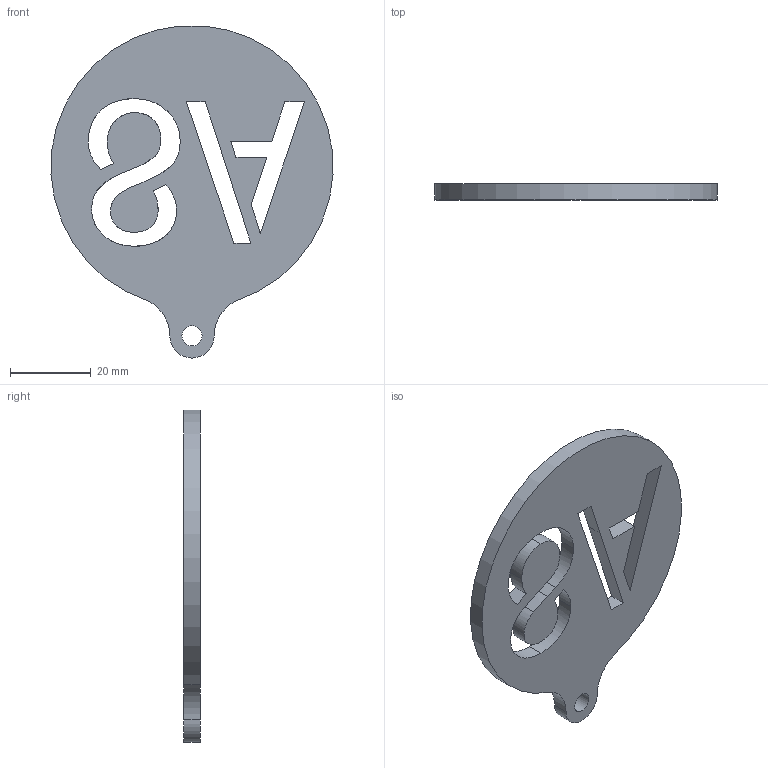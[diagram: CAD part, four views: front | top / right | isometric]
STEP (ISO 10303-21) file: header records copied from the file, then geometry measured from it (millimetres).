
FILE_DESCRIPTION(/* description */ (''),/* implementation_level */ '2;1');
FILE_NAME(/* name */ '',/* time_stamp */ '2025-01-14T19:32:58+03:00',/* author */ ('Phantom'),/* organization */ (''),/* preprocessor_version */ 'ST-DEVELOPER v20',/* originating_system */ 'Autodesk Inventor 2025',/* authorisation */ '');
FILE_SCHEMA (('AUTOMOTIVE_DESIGN { 1 0 10303 214 3 1 1 }'));
Length unit declared in the file: millimetre
Products named in the file (1): 8А
Bounding box: 69.9 x 4 x 82.29 mm (x, y, z)
Volume: 13036.1 mm3; surface area: 8985.4 mm2
Topology: 1 solids, 1 shells, 43 faces, 123 edges, 82 vertices
Faces by surface type: plane 19, bspline 19, cylinder 5
Full cylindrical faces by diameter (mm): 5 x1
Entity records: 1572 total; most frequent: CARTESIAN_POINT 516, ORIENTED_EDGE 246, DIRECTION 141, EDGE_CURVE 123, VERTEX_POINT 82, LINE 71, VECTOR 71, EDGE_LOOP 51
